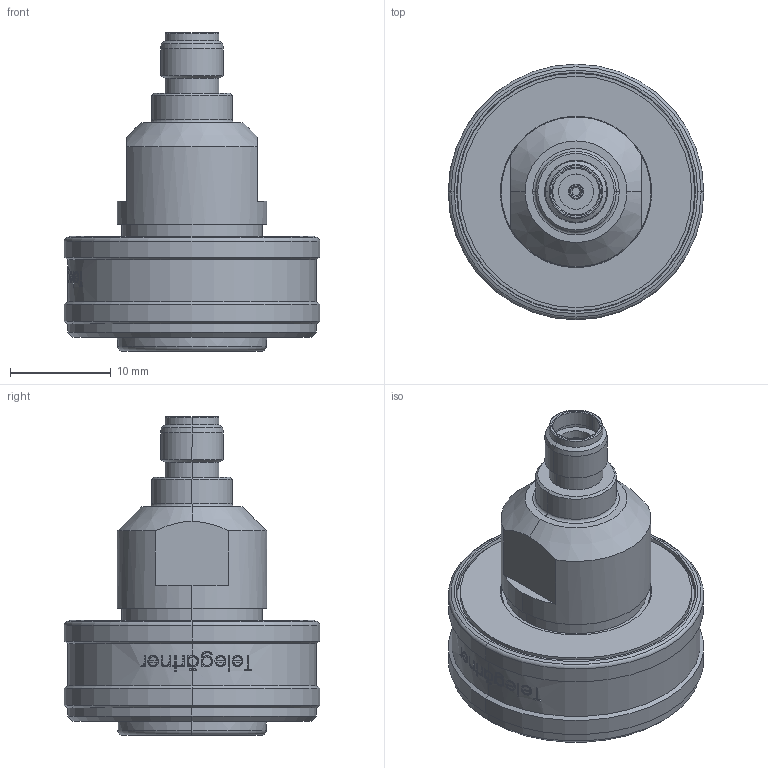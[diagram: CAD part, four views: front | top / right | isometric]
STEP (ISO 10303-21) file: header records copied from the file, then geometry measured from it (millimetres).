
FILE_DESCRIPTION (( 'STEP AP214' ), '1' );
FILE_NAME ('J01443A0011.STEP', '2019-11-28T12:27:33', ( '' ), ( '' ), 'SwSTEP 2.0', 'SolidWorks 2018', '' );
FILE_SCHEMA (( 'AUTOMOTIVE_DESIGN' ));
Length unit declared in the file: millimetre
Products named in the file (1): J01443A0011
Bounding box: 25.4 x 25.4 x 31.63 mm (x, y, z)
Volume: 6365 mm3; surface area: 3071.8 mm2
Topology: 1 solids, 1 shells, 313 faces, 771 edges, 494 vertices
Faces by surface type: plane 90, bspline 83, cylinder 74, cone 46, torus 20
Entity records: 19067 total; most frequent: CARTESIAN_POINT 8896, ORIENTED_EDGE 1542, DIRECTION 1150, EDGE_CURVE 771, VERTEX_POINT 494, AXIS2_PLACEMENT_3D 461, EDGE_LOOP 347, ADVANCED_FACE 313
